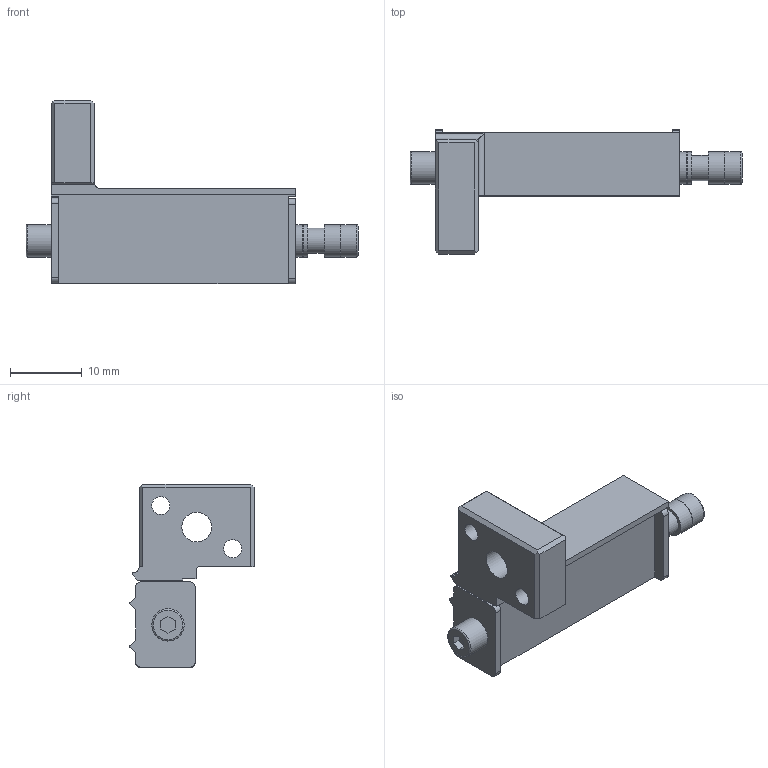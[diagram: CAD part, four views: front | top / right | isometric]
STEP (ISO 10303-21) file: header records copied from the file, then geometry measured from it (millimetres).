
FILE_DESCRIPTION(/* description */ (''),/* implementation_level */ '2;1');
FILE_NAME(/* name */ 'left.stp',/* time_stamp */ '2022-09-14T01:16:51+02:00',/* author */ ('Robert'),/* organization */ (''),/* preprocessor_version */ 'ST-DEVELOPER v19',/* originating_system */ 'Autodesk Inventor 2023',/* authorisation */ '');
FILE_SCHEMA (('AUTOMOTIVE_DESIGN { 1 0 10303 214 3 1 1 }'));
Length unit declared in the file: millimetre
Products named in the file (5): left; SCHUNK-5521119 Finger EGP 40; SCHUNK-9965221-Scheibe D4_5; SCHUNK-9962713 Bracket MPG 40; SCHUNK-5509536 Huelse MPG 40
Assembly tree (5 placements, depth 2):
  left
    SCHUNK-5521119 Finger EGP 40
    SCHUNK-9962713 Bracket MPG 40  x2
    SCHUNK-9965221-Scheibe D4_5
    SCHUNK-5509536 Huelse MPG 40
Bounding box: 46.2 x 17.32 x 25.6 mm (x, y, z)
Volume: 3758.4 mm3; surface area: 3221 mm2
Topology: 5 solids, 5 shells, 124 faces, 312 edges, 204 vertices
Faces by surface type: plane 81, cylinder 34, cone 7, torus 2
Full cylindrical faces by diameter (mm): 2.013 x2, 2.5 x3, 3.5 x1, 4.134 x1, 4.5 x5
Entity records: 3255 total; most frequent: DIRECTION 532, CARTESIAN_POINT 526, ORIENTED_EDGE 500, EDGE_CURVE 250, LINE 192, VECTOR 192, AXIS2_PLACEMENT_3D 170, VERTEX_POINT 164
